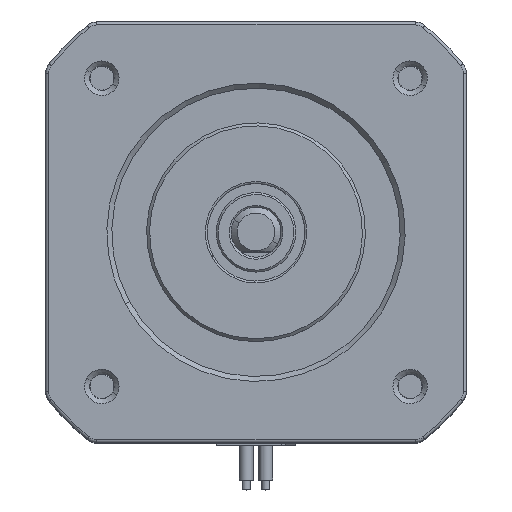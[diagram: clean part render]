
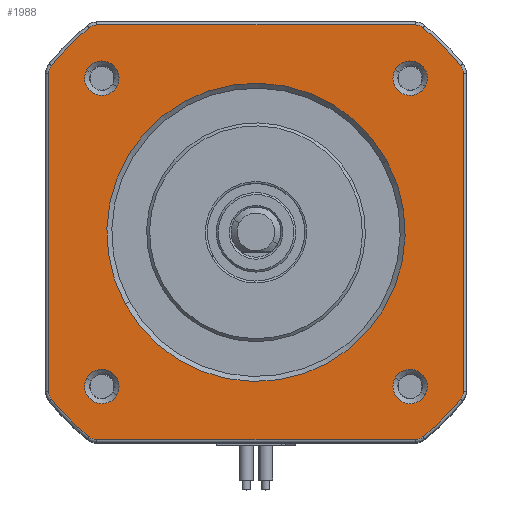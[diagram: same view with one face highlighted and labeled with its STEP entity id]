
A CAD part, top view. The second image highlights one B-rep face of the part: STEP entity #1988.
In plain terms, the highlighted planar face has unit normal (0, 0, 1).
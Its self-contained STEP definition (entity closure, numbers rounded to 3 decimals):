
#93=AXIS2_PLACEMENT_3D('Circle Axis2P3D',#91,#92,$) ;
#124=AXIS2_PLACEMENT_3D('Circle Axis2P3D',#122,#123,$) ;
#155=AXIS2_PLACEMENT_3D('Circle Axis2P3D',#153,#154,$) ;
#217=AXIS2_PLACEMENT_3D('Circle Axis2P3D',#215,#216,$) ;
#248=AXIS2_PLACEMENT_3D('Circle Axis2P3D',#246,#247,$) ;
#279=AXIS2_PLACEMENT_3D('Circle Axis2P3D',#277,#278,$) ;
#341=AXIS2_PLACEMENT_3D('Circle Axis2P3D',#339,#340,$) ;
#372=AXIS2_PLACEMENT_3D('Circle Axis2P3D',#370,#371,$) ;
#403=AXIS2_PLACEMENT_3D('Circle Axis2P3D',#401,#402,$) ;
#465=AXIS2_PLACEMENT_3D('Circle Axis2P3D',#463,#464,$) ;
#496=AXIS2_PLACEMENT_3D('Circle Axis2P3D',#494,#495,$) ;
#518=AXIS2_PLACEMENT_3D('Circle Axis2P3D',#516,#517,$) ;
#1389=AXIS2_PLACEMENT_3D('Plane Axis2P3D',#1386,#1387,#1388) ;
#1506=AXIS2_PLACEMENT_3D('Circle Axis2P3D',#1504,#1505,$) ;
#1518=AXIS2_PLACEMENT_3D('Circle Axis2P3D',#1516,#1517,$) ;
#1677=AXIS2_PLACEMENT_3D('Circle Axis2P3D',#1675,#1676,$) ;
#1701=AXIS2_PLACEMENT_3D('Circle Axis2P3D',#1699,#1700,$) ;
#1768=AXIS2_PLACEMENT_3D('Circle Axis2P3D',#1766,#1767,$) ;
#1792=AXIS2_PLACEMENT_3D('Circle Axis2P3D',#1790,#1791,$) ;
#1859=AXIS2_PLACEMENT_3D('Circle Axis2P3D',#1857,#1858,$) ;
#1883=AXIS2_PLACEMENT_3D('Circle Axis2P3D',#1881,#1882,$) ;
#1956=AXIS2_PLACEMENT_3D('Circle Axis2P3D',#1954,#1955,$) ;
#1965=AXIS2_PLACEMENT_3D('Circle Axis2P3D',#1963,#1964,$) ;
#41=CARTESIAN_POINT('Vertex',(-16.016,-20.85,0.)) ;
#57=CARTESIAN_POINT('Vertex',(16.016,-20.85,0.)) ;
#60=CARTESIAN_POINT('Line Origine',(0.,-20.85,0.)) ;
#88=CARTESIAN_POINT('Vertex',(16.774,-20.58,0.)) ;
#91=CARTESIAN_POINT('Axis2P3D Location',(16.016,-19.65,0.)) ;
#119=CARTESIAN_POINT('Vertex',(20.58,-16.774,0.)) ;
#122=CARTESIAN_POINT('Axis2P3D Location',(0.,0.,0.)) ;
#150=CARTESIAN_POINT('Vertex',(20.85,-16.016,0.)) ;
#153=CARTESIAN_POINT('Axis2P3D Location',(19.65,-16.016,0.)) ;
#181=CARTESIAN_POINT('Vertex',(20.85,16.016,0.)) ;
#184=CARTESIAN_POINT('Line Origine',(20.85,0.,0.)) ;
#212=CARTESIAN_POINT('Vertex',(20.58,16.774,0.)) ;
#215=CARTESIAN_POINT('Axis2P3D Location',(19.65,16.016,0.)) ;
#243=CARTESIAN_POINT('Vertex',(16.774,20.58,0.)) ;
#246=CARTESIAN_POINT('Axis2P3D Location',(0.,0.,0.)) ;
#274=CARTESIAN_POINT('Vertex',(16.016,20.85,0.)) ;
#277=CARTESIAN_POINT('Axis2P3D Location',(16.016,19.65,0.)) ;
#305=CARTESIAN_POINT('Vertex',(-16.016,20.85,0.)) ;
#308=CARTESIAN_POINT('Line Origine',(0.,20.85,0.)) ;
#336=CARTESIAN_POINT('Vertex',(-16.774,20.58,0.)) ;
#339=CARTESIAN_POINT('Axis2P3D Location',(-16.016,19.65,0.)) ;
#367=CARTESIAN_POINT('Vertex',(-20.58,16.774,0.)) ;
#370=CARTESIAN_POINT('Axis2P3D Location',(0.,0.,0.)) ;
#398=CARTESIAN_POINT('Vertex',(-20.85,16.016,0.)) ;
#401=CARTESIAN_POINT('Axis2P3D Location',(-19.65,16.016,0.)) ;
#429=CARTESIAN_POINT('Vertex',(-20.85,-16.016,0.)) ;
#432=CARTESIAN_POINT('Line Origine',(-20.85,0.,0.)) ;
#460=CARTESIAN_POINT('Vertex',(-20.58,-16.774,0.)) ;
#463=CARTESIAN_POINT('Axis2P3D Location',(-19.65,-16.016,0.)) ;
#491=CARTESIAN_POINT('Vertex',(-16.774,-20.58,0.)) ;
#494=CARTESIAN_POINT('Axis2P3D Location',(0.,0.,0.)) ;
#516=CARTESIAN_POINT('Axis2P3D Location',(-16.016,-19.65,0.)) ;
#1386=CARTESIAN_POINT('Axis2P3D Location',(0.,0.,0.)) ;
#1494=CARTESIAN_POINT('Vertex',(13.164,7.191,0.)) ;
#1501=CARTESIAN_POINT('Vertex',(-13.164,-7.191,0.)) ;
#1504=CARTESIAN_POINT('Axis2P3D Location',(0.,0.,0.)) ;
#1516=CARTESIAN_POINT('Axis2P3D Location',(0.,0.,0.)) ;
#1672=CARTESIAN_POINT('Vertex',(-17.018,16.329,0.)) ;
#1675=CARTESIAN_POINT('Axis2P3D Location',(-15.5,15.5,0.)) ;
#1679=CARTESIAN_POINT('Vertex',(-13.982,14.671,0.)) ;
#1699=CARTESIAN_POINT('Axis2P3D Location',(-15.5,15.5,0.)) ;
#1763=CARTESIAN_POINT('Vertex',(13.982,16.329,0.)) ;
#1766=CARTESIAN_POINT('Axis2P3D Location',(15.5,15.5,0.)) ;
#1770=CARTESIAN_POINT('Vertex',(17.018,14.671,0.)) ;
#1790=CARTESIAN_POINT('Axis2P3D Location',(15.5,15.5,0.)) ;
#1854=CARTESIAN_POINT('Vertex',(13.982,-14.671,0.)) ;
#1857=CARTESIAN_POINT('Axis2P3D Location',(15.5,-15.5,0.)) ;
#1861=CARTESIAN_POINT('Vertex',(17.018,-16.329,0.)) ;
#1881=CARTESIAN_POINT('Axis2P3D Location',(15.5,-15.5,0.)) ;
#1954=CARTESIAN_POINT('Axis2P3D Location',(-15.5,-15.5,0.)) ;
#1958=CARTESIAN_POINT('Vertex',(-13.982,-16.329,0.)) ;
#1960=CARTESIAN_POINT('Vertex',(-17.018,-14.671,0.)) ;
#1963=CARTESIAN_POINT('Axis2P3D Location',(-15.5,-15.5,0.)) ;
#61=DIRECTION('Vector Direction',(-1.,0.,0.)) ;
#92=DIRECTION('Axis2P3D Direction',(0.,-0.,1.)) ;
#123=DIRECTION('Axis2P3D Direction',(0.,0.,1.)) ;
#154=DIRECTION('Axis2P3D Direction',(0.,0.,1.)) ;
#185=DIRECTION('Vector Direction',(0.,-1.,0.)) ;
#216=DIRECTION('Axis2P3D Direction',(0.,0.,1.)) ;
#247=DIRECTION('Axis2P3D Direction',(0.,0.,1.)) ;
#278=DIRECTION('Axis2P3D Direction',(0.,0.,1.)) ;
#309=DIRECTION('Vector Direction',(1.,0.,0.)) ;
#340=DIRECTION('Axis2P3D Direction',(-0.,0.,1.)) ;
#371=DIRECTION('Axis2P3D Direction',(-0.,0.,1.)) ;
#402=DIRECTION('Axis2P3D Direction',(-0.,0.,1.)) ;
#433=DIRECTION('Vector Direction',(0.,1.,0.)) ;
#464=DIRECTION('Axis2P3D Direction',(0.,-0.,1.)) ;
#495=DIRECTION('Axis2P3D Direction',(0.,-0.,1.)) ;
#517=DIRECTION('Axis2P3D Direction',(0.,-0.,1.)) ;
#1387=DIRECTION('Axis2P3D Direction',(0.,0.,1.)) ;
#1388=DIRECTION('Axis2P3D XDirection',(1.,0.,0.)) ;
#1505=DIRECTION('Axis2P3D Direction',(0.,0.,1.)) ;
#1517=DIRECTION('Axis2P3D Direction',(0.,0.,1.)) ;
#1676=DIRECTION('Axis2P3D Direction',(0.,0.,1.)) ;
#1700=DIRECTION('Axis2P3D Direction',(-0.,0.,1.)) ;
#1767=DIRECTION('Axis2P3D Direction',(0.,-0.,1.)) ;
#1791=DIRECTION('Axis2P3D Direction',(0.,0.,1.)) ;
#1858=DIRECTION('Axis2P3D Direction',(0.,0.,1.)) ;
#1882=DIRECTION('Axis2P3D Direction',(-0.,0.,1.)) ;
#1955=DIRECTION('Axis2P3D Direction',(0.,0.,1.)) ;
#1964=DIRECTION('Axis2P3D Direction',(0.,0.,1.)) ;
#62=VECTOR('Line Direction',#61,1.) ;
#186=VECTOR('Line Direction',#185,1.) ;
#310=VECTOR('Line Direction',#309,1.) ;
#434=VECTOR('Line Direction',#433,1.) ;
#1937=ORIENTED_EDGE('',*,*,#64,.T.) ;
#1938=ORIENTED_EDGE('',*,*,#95,.T.) ;
#1939=ORIENTED_EDGE('',*,*,#126,.T.) ;
#1940=ORIENTED_EDGE('',*,*,#157,.T.) ;
#1941=ORIENTED_EDGE('',*,*,#188,.T.) ;
#1942=ORIENTED_EDGE('',*,*,#219,.T.) ;
#1943=ORIENTED_EDGE('',*,*,#250,.T.) ;
#1944=ORIENTED_EDGE('',*,*,#281,.T.) ;
#1945=ORIENTED_EDGE('',*,*,#312,.T.) ;
#1946=ORIENTED_EDGE('',*,*,#343,.T.) ;
#1947=ORIENTED_EDGE('',*,*,#374,.T.) ;
#1948=ORIENTED_EDGE('',*,*,#405,.T.) ;
#1949=ORIENTED_EDGE('',*,*,#436,.T.) ;
#1950=ORIENTED_EDGE('',*,*,#467,.T.) ;
#1951=ORIENTED_EDGE('',*,*,#498,.T.) ;
#1952=ORIENTED_EDGE('',*,*,#520,.T.) ;
#1969=ORIENTED_EDGE('',*,*,#1962,.F.) ;
#1970=ORIENTED_EDGE('',*,*,#1967,.F.) ;
#1973=ORIENTED_EDGE('',*,*,#1885,.F.) ;
#1974=ORIENTED_EDGE('',*,*,#1863,.F.) ;
#1977=ORIENTED_EDGE('',*,*,#1794,.F.) ;
#1978=ORIENTED_EDGE('',*,*,#1772,.F.) ;
#1981=ORIENTED_EDGE('',*,*,#1703,.F.) ;
#1982=ORIENTED_EDGE('',*,*,#1681,.F.) ;
#1985=ORIENTED_EDGE('',*,*,#1520,.F.) ;
#1986=ORIENTED_EDGE('',*,*,#1508,.F.) ;
#1971=FACE_BOUND('',#1968,.T.) ;
#1975=FACE_BOUND('',#1972,.T.) ;
#1979=FACE_BOUND('',#1976,.T.) ;
#1983=FACE_BOUND('',#1980,.T.) ;
#1987=FACE_BOUND('',#1984,.T.) ;
#1988=ADVANCED_FACE('priruba predni',(#1953,#1971,#1975,#1979,#1983,#1987),#1390,.T.) ;
#94=CIRCLE('generated circle',#93,1.2) ;
#125=CIRCLE('generated circle',#124,26.55) ;
#156=CIRCLE('generated circle',#155,1.2) ;
#218=CIRCLE('generated circle',#217,1.2) ;
#249=CIRCLE('generated circle',#248,26.55) ;
#280=CIRCLE('generated circle',#279,1.2) ;
#342=CIRCLE('generated circle',#341,1.2) ;
#373=CIRCLE('generated circle',#372,26.55) ;
#404=CIRCLE('generated circle',#403,1.2) ;
#466=CIRCLE('generated circle',#465,1.2) ;
#497=CIRCLE('generated circle',#496,26.55) ;
#519=CIRCLE('generated circle',#518,1.2) ;
#1507=CIRCLE('generated circle',#1506,15.) ;
#1519=CIRCLE('generated circle',#1518,15.) ;
#1678=CIRCLE('generated circle',#1677,1.73) ;
#1702=CIRCLE('generated circle',#1701,1.73) ;
#1769=CIRCLE('generated circle',#1768,1.73) ;
#1793=CIRCLE('generated circle',#1792,1.73) ;
#1860=CIRCLE('generated circle',#1859,1.73) ;
#1884=CIRCLE('generated circle',#1883,1.73) ;
#1957=CIRCLE('generated circle',#1956,1.73) ;
#1966=CIRCLE('generated circle',#1965,1.73) ;
#64=EDGE_CURVE('',#42,#58,#63,.F.) ;
#95=EDGE_CURVE('',#58,#89,#94,.T.) ;
#126=EDGE_CURVE('',#89,#120,#125,.T.) ;
#157=EDGE_CURVE('',#120,#151,#156,.T.) ;
#188=EDGE_CURVE('',#151,#182,#187,.F.) ;
#219=EDGE_CURVE('',#182,#213,#218,.T.) ;
#250=EDGE_CURVE('',#213,#244,#249,.T.) ;
#281=EDGE_CURVE('',#244,#275,#280,.T.) ;
#312=EDGE_CURVE('',#275,#306,#311,.F.) ;
#343=EDGE_CURVE('',#306,#337,#342,.T.) ;
#374=EDGE_CURVE('',#337,#368,#373,.T.) ;
#405=EDGE_CURVE('',#368,#399,#404,.T.) ;
#436=EDGE_CURVE('',#399,#430,#435,.F.) ;
#467=EDGE_CURVE('',#430,#461,#466,.T.) ;
#498=EDGE_CURVE('',#461,#492,#497,.T.) ;
#520=EDGE_CURVE('',#492,#42,#519,.T.) ;
#1508=EDGE_CURVE('',#1502,#1495,#1507,.T.) ;
#1520=EDGE_CURVE('',#1495,#1502,#1519,.T.) ;
#1681=EDGE_CURVE('',#1673,#1680,#1678,.T.) ;
#1703=EDGE_CURVE('',#1680,#1673,#1702,.T.) ;
#1772=EDGE_CURVE('',#1764,#1771,#1769,.T.) ;
#1794=EDGE_CURVE('',#1771,#1764,#1793,.T.) ;
#1863=EDGE_CURVE('',#1855,#1862,#1860,.T.) ;
#1885=EDGE_CURVE('',#1862,#1855,#1884,.T.) ;
#1962=EDGE_CURVE('',#1959,#1961,#1957,.T.) ;
#1967=EDGE_CURVE('',#1961,#1959,#1966,.T.) ;
#1936=EDGE_LOOP('',(#1937,#1938,#1939,#1940,#1941,#1942,#1943,#1944,#1945,#1946,#1947,#1948,#1949,#1950,#1951,#1952)) ;
#1968=EDGE_LOOP('',(#1969,#1970)) ;
#1972=EDGE_LOOP('',(#1973,#1974)) ;
#1976=EDGE_LOOP('',(#1977,#1978)) ;
#1980=EDGE_LOOP('',(#1981,#1982)) ;
#1984=EDGE_LOOP('',(#1985,#1986)) ;
#1953=FACE_OUTER_BOUND('',#1936,.T.) ;
#63=LINE('Line',#60,#62) ;
#187=LINE('Line',#184,#186) ;
#311=LINE('Line',#308,#310) ;
#435=LINE('Line',#432,#434) ;
#1390=PLANE('Plane',#1389) ;
#42=VERTEX_POINT('',#41) ;
#58=VERTEX_POINT('',#57) ;
#89=VERTEX_POINT('',#88) ;
#120=VERTEX_POINT('',#119) ;
#151=VERTEX_POINT('',#150) ;
#182=VERTEX_POINT('',#181) ;
#213=VERTEX_POINT('',#212) ;
#244=VERTEX_POINT('',#243) ;
#275=VERTEX_POINT('',#274) ;
#306=VERTEX_POINT('',#305) ;
#337=VERTEX_POINT('',#336) ;
#368=VERTEX_POINT('',#367) ;
#399=VERTEX_POINT('',#398) ;
#430=VERTEX_POINT('',#429) ;
#461=VERTEX_POINT('',#460) ;
#492=VERTEX_POINT('',#491) ;
#1495=VERTEX_POINT('',#1494) ;
#1502=VERTEX_POINT('',#1501) ;
#1673=VERTEX_POINT('',#1672) ;
#1680=VERTEX_POINT('',#1679) ;
#1764=VERTEX_POINT('',#1763) ;
#1771=VERTEX_POINT('',#1770) ;
#1855=VERTEX_POINT('',#1854) ;
#1862=VERTEX_POINT('',#1861) ;
#1959=VERTEX_POINT('',#1958) ;
#1961=VERTEX_POINT('',#1960) ;
